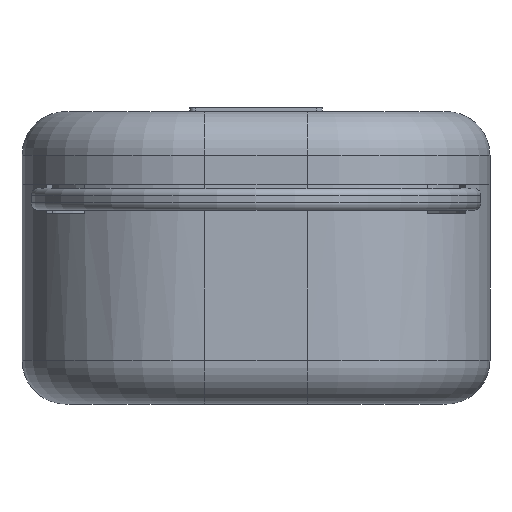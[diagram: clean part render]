
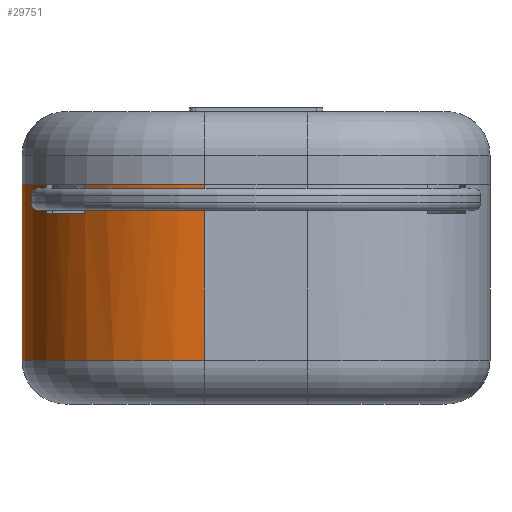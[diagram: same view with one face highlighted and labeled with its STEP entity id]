
A CAD part, left-side view. The second image highlights one B-rep face of the part: STEP entity #29751.
In plain terms, the highlighted cylindrical face has radius 12.5 mm (diameter 25 mm), a partial arc.
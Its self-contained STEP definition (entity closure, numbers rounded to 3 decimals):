
#4404=LINE('',#51331,#6398);
#4406=LINE('',#51340,#6400);
#4408=LINE('',#51351,#6402);
#4409=LINE('',#51355,#6403);
#6398=VECTOR('',#40829,10.);
#6400=VECTOR('',#40837,10.);
#6402=VECTOR('',#40849,10.);
#6403=VECTOR('',#40852,10.);
#6881=CYLINDRICAL_SURFACE('',#32937,12.5);
#8448=FACE_OUTER_BOUND('',#10827,.T.);
#10827=EDGE_LOOP('',(#27026,#27027,#27028,#27029,#27030,#27031,#27032,#27033));
#12648=CIRCLE('',#32938,12.5);
#12649=CIRCLE('',#32939,12.5);
#12650=CIRCLE('',#32940,12.5);
#12651=CIRCLE('',#32941,12.5);
#15597=VERTEX_POINT('',#51329);
#15598=VERTEX_POINT('',#51330);
#15601=VERTEX_POINT('',#51338);
#15602=VERTEX_POINT('',#51339);
#15605=VERTEX_POINT('',#51348);
#15606=VERTEX_POINT('',#51350);
#15607=VERTEX_POINT('',#51352);
#15608=VERTEX_POINT('',#51354);
#19465=EDGE_CURVE('',#15597,#15598,#4404,.T.);
#19469=EDGE_CURVE('',#15601,#15602,#4406,.T.);
#19473=EDGE_CURVE('',#15602,#15597,#12648,.T.);
#19474=EDGE_CURVE('',#15598,#15605,#12649,.T.);
#19475=EDGE_CURVE('',#15605,#15606,#4408,.T.);
#19476=EDGE_CURVE('',#15607,#15606,#12650,.T.);
#19477=EDGE_CURVE('',#15607,#15608,#4409,.T.);
#19478=EDGE_CURVE('',#15608,#15601,#12651,.T.);
#27026=ORIENTED_EDGE('',*,*,#19469,.T.);
#27027=ORIENTED_EDGE('',*,*,#19473,.T.);
#27028=ORIENTED_EDGE('',*,*,#19465,.T.);
#27029=ORIENTED_EDGE('',*,*,#19474,.T.);
#27030=ORIENTED_EDGE('',*,*,#19475,.T.);
#27031=ORIENTED_EDGE('',*,*,#19476,.F.);
#27032=ORIENTED_EDGE('',*,*,#19477,.T.);
#27033=ORIENTED_EDGE('',*,*,#19478,.T.);
#29751=ADVANCED_FACE('',(#8448),#6881,.T.);
#32937=AXIS2_PLACEMENT_3D('',#51346,#40843,#40844);
#32938=AXIS2_PLACEMENT_3D('',#51347,#40845,#40846);
#32939=AXIS2_PLACEMENT_3D('',#51349,#40847,#40848);
#32940=AXIS2_PLACEMENT_3D('',#51353,#40850,#40851);
#32941=AXIS2_PLACEMENT_3D('',#51356,#40853,#40854);
#40829=DIRECTION('',(0.,0.,1.));
#40837=DIRECTION('',(0.,0.,-1.));
#40843=DIRECTION('center_axis',(0.,0.,-1.));
#40844=DIRECTION('ref_axis',(-0.707,0.707,0.));
#40845=DIRECTION('center_axis',(0.,0.,-1.));
#40846=DIRECTION('ref_axis',(-0.707,0.707,0.));
#40847=DIRECTION('center_axis',(0.,0.,-1.));
#40848=DIRECTION('ref_axis',(-0.707,0.707,0.));
#40849=DIRECTION('',(0.,0.,-1.));
#40850=DIRECTION('center_axis',(0.,0.,-1.));
#40851=DIRECTION('ref_axis',(-0.707,0.707,0.));
#40852=DIRECTION('',(0.,0.,1.));
#40853=DIRECTION('center_axis',(0.,0.,-1.));
#40854=DIRECTION('ref_axis',(-0.707,0.707,0.));
#51329=CARTESIAN_POINT('',(-23.755,14.323,-3.));
#51330=CARTESIAN_POINT('',(-23.755,14.323,-1.));
#51331=CARTESIAN_POINT('',(-23.755,14.323,-1.));
#51338=CARTESIAN_POINT('',(-26.912,11.725,-1.));
#51339=CARTESIAN_POINT('',(-26.912,11.725,-3.));
#51340=CARTESIAN_POINT('',(-26.912,11.725,-1.));
#51346=CARTESIAN_POINT('Origin',(-17.5,3.5,0.));
#51347=CARTESIAN_POINT('Origin',(-17.5,3.5,-3.));
#51348=CARTESIAN_POINT('',(-17.5,16.,-1.));
#51349=CARTESIAN_POINT('Origin',(-17.5,3.5,-1.));
#51350=CARTESIAN_POINT('',(-17.5,16.,-13.));
#51351=CARTESIAN_POINT('',(-17.5,16.,0.));
#51352=CARTESIAN_POINT('',(-30.,3.5,-13.));
#51353=CARTESIAN_POINT('Origin',(-17.5,3.5,-13.));
#51354=CARTESIAN_POINT('',(-30.,3.5,-1.));
#51355=CARTESIAN_POINT('',(-30.,3.5,0.));
#51356=CARTESIAN_POINT('Origin',(-17.5,3.5,-1.));
